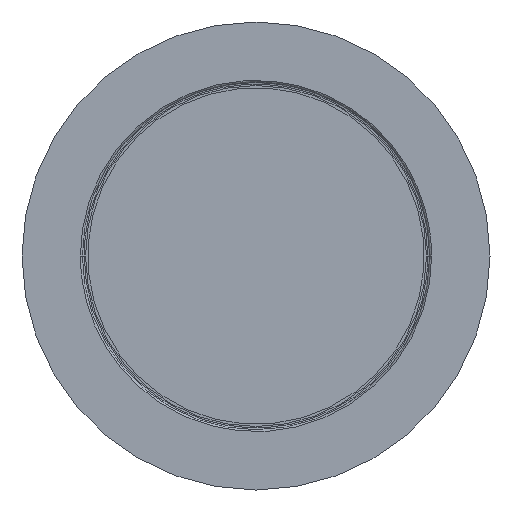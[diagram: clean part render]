
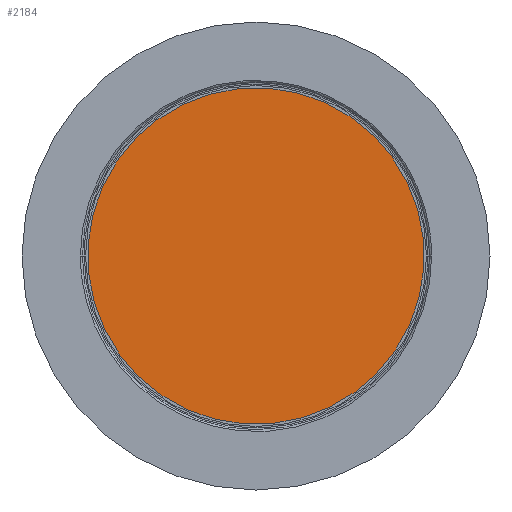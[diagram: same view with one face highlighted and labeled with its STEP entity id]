
A CAD part, front view. The second image highlights one B-rep face of the part: STEP entity #2184.
In plain terms, the highlighted planar face has unit normal (0, -1, 0).
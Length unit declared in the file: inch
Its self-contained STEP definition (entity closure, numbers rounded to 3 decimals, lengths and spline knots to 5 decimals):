
#35 = AXIS2_PLACEMENT_3D ( 'NONE', #2385, #2358, #2357 ) ;
#115 = FACE_OUTER_BOUND ( 'NONE', #1080, .T. ) ;
#196 = EDGE_CURVE ( 'NONE', #2211, #2210, #722, .T. ) ;
#231 = AXIS2_PLACEMENT_3D ( 'NONE', #1659, #1658, #1657 ) ;
#273 = AXIS2_PLACEMENT_3D ( 'NONE', #471, #470, #467 ) ;
#308 = EDGE_CURVE ( 'NONE', #2210, #2211, #826, .T. ) ;
#467 = DIRECTION ( 'NONE',  ( 0.899, 0., 0.439 ) ) ;
#470 = DIRECTION ( 'NONE',  ( 0., 1., 0. ) ) ;
#471 = CARTESIAN_POINT ( 'NONE',  ( 0., 0.34, 0. ) ) ;
#722 = CIRCLE ( 'NONE', #273, 1.4225 ) ;
#826 = CIRCLE ( 'NONE', #231, 1.4225 ) ;
#970 = ORIENTED_EDGE ( 'NONE', *, *, #308, .F. ) ;
#1080 = EDGE_LOOP ( 'NONE', ( #970, #1124 ) ) ;
#1124 = ORIENTED_EDGE ( 'NONE', *, *, #196, .F. ) ;
#1657 = DIRECTION ( 'NONE',  ( 0.899, 0., 0.439 ) ) ;
#1658 = DIRECTION ( 'NONE',  ( 0., 1., 0. ) ) ;
#1659 = CARTESIAN_POINT ( 'NONE',  ( 0., 0.34, 0. ) ) ;
#2184 = ADVANCED_FACE ( 'NONE', ( #115 ), #2379, .F. ) ;
#2210 = VERTEX_POINT ( 'NONE', #2323 ) ;
#2211 = VERTEX_POINT ( 'NONE', #2322 ) ;
#2322 = CARTESIAN_POINT ( 'NONE',  ( 1.27815, 0.34, 0.62437 ) ) ;
#2323 = CARTESIAN_POINT ( 'NONE',  ( -1.27815, 0.34, -0.62437 ) ) ;
#2357 = DIRECTION ( 'NONE',  ( 1., 0., 0.022 ) ) ;
#2358 = DIRECTION ( 'NONE',  ( 0., 1., 0. ) ) ;
#2379 = PLANE ( 'NONE',  #35 ) ;
#2385 = CARTESIAN_POINT ( 'NONE',  ( 0., 0.34, 0. ) ) ;
